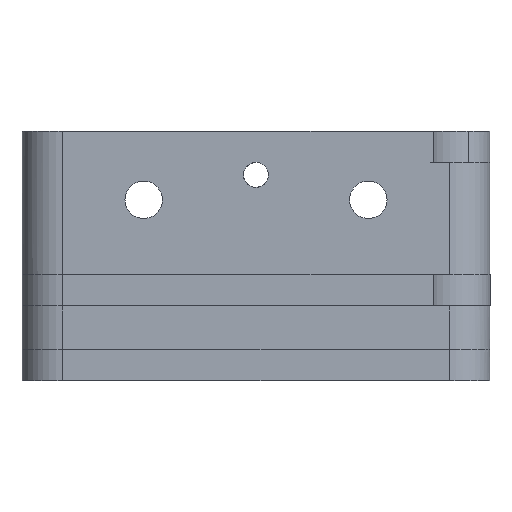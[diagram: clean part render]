
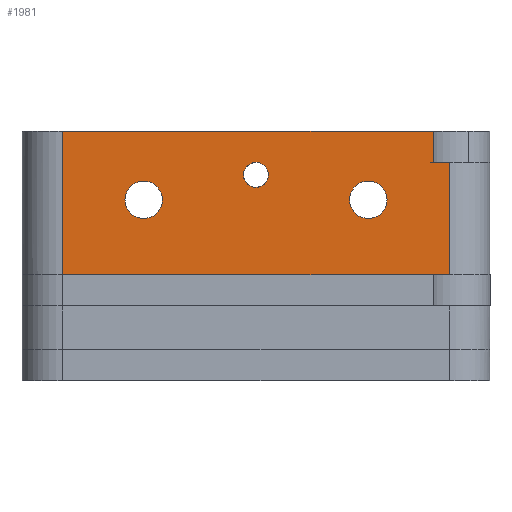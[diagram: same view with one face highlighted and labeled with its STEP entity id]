
A CAD part, front view. The second image highlights one B-rep face of the part: STEP entity #1981.
In plain terms, the highlighted planar face has unit normal (0, -1, 0).
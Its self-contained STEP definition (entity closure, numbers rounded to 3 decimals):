
#629 = VERTEX_POINT('',#630);
#630 = CARTESIAN_POINT('',(-34.5,0.25,20.));
#637 = EDGE_CURVE('',#629,#638,#640,.T.);
#638 = VERTEX_POINT('',#639);
#639 = CARTESIAN_POINT('',(-4.799,0.25,20.));
#640 = LINE('',#641,#642);
#641 = CARTESIAN_POINT('',(-34.5,0.25,20.));
#642 = VECTOR('',#643,1.);
#643 = DIRECTION('',(1.,0.,0.));
#1824 = VERTEX_POINT('',#1825);
#1825 = CARTESIAN_POINT('',(-18.,0.25,16.5));
#1831 = EDGE_CURVE('',#1824,#1824,#1832,.T.);
#1832 = CIRCLE('',#1833,1.);
#1833 = AXIS2_PLACEMENT_3D('',#1834,#1835,#1836);
#1834 = CARTESIAN_POINT('',(-19.,0.25,16.5));
#1835 = DIRECTION('',(0.,-1.,0.));
#1836 = DIRECTION('',(1.,0.,0.));
#1963 = VERTEX_POINT('',#1964);
#1964 = CARTESIAN_POINT('',(-4.799,0.25,17.5));
#1971 = EDGE_CURVE('',#1963,#638,#1972,.T.);
#1972 = LINE('',#1973,#1974);
#1973 = CARTESIAN_POINT('',(-4.799,0.25,20.));
#1974 = VECTOR('',#1975,1.);
#1975 = DIRECTION('',(0.,0.,1.));
#1981 = ADVANCED_FACE('',(#1982,#2024,#2027,#2038),#2049,.F.);
#1982 = FACE_BOUND('',#1983,.F.);
#1983 = EDGE_LOOP('',(#1984,#1994,#2000,#2001,#2002,#2010,#2018));
#1984 = ORIENTED_EDGE('',*,*,#1985,.F.);
#1985 = EDGE_CURVE('',#1986,#1988,#1990,.T.);
#1986 = VERTEX_POINT('',#1987);
#1987 = CARTESIAN_POINT('',(-34.5,0.25,8.5));
#1988 = VERTEX_POINT('',#1989);
#1989 = CARTESIAN_POINT('',(-4.799,0.25,8.5));
#1990 = LINE('',#1991,#1992);
#1991 = CARTESIAN_POINT('',(-34.5,0.25,8.5));
#1992 = VECTOR('',#1993,1.);
#1993 = DIRECTION('',(1.,0.,0.));
#1994 = ORIENTED_EDGE('',*,*,#1995,.T.);
#1995 = EDGE_CURVE('',#1986,#629,#1996,.T.);
#1996 = LINE('',#1997,#1998);
#1997 = CARTESIAN_POINT('',(-34.5,0.25,8.5));
#1998 = VECTOR('',#1999,1.);
#1999 = DIRECTION('',(0.,0.,1.));
#2000 = ORIENTED_EDGE('',*,*,#637,.T.);
#2001 = ORIENTED_EDGE('',*,*,#1971,.F.);
#2002 = ORIENTED_EDGE('',*,*,#2003,.T.);
#2003 = EDGE_CURVE('',#1963,#2004,#2006,.T.);
#2004 = VERTEX_POINT('',#2005);
#2005 = CARTESIAN_POINT('',(-3.5,0.25,17.5));
#2006 = LINE('',#2007,#2008);
#2007 = CARTESIAN_POINT('',(-18.999,0.25,17.5));
#2008 = VECTOR('',#2009,1.);
#2009 = DIRECTION('',(1.,0.,0.));
#2010 = ORIENTED_EDGE('',*,*,#2011,.F.);
#2011 = EDGE_CURVE('',#2012,#2004,#2014,.T.);
#2012 = VERTEX_POINT('',#2013);
#2013 = CARTESIAN_POINT('',(-3.5,0.25,8.5));
#2014 = LINE('',#2015,#2016);
#2015 = CARTESIAN_POINT('',(-3.5,0.25,8.5));
#2016 = VECTOR('',#2017,1.);
#2017 = DIRECTION('',(0.,0.,1.));
#2018 = ORIENTED_EDGE('',*,*,#2019,.F.);
#2019 = EDGE_CURVE('',#1988,#2012,#2020,.T.);
#2020 = LINE('',#2021,#2022);
#2021 = CARTESIAN_POINT('',(-34.5,0.25,8.5));
#2022 = VECTOR('',#2023,1.);
#2023 = DIRECTION('',(1.,0.,0.));
#2024 = FACE_BOUND('',#2025,.F.);
#2025 = EDGE_LOOP('',(#2026));
#2026 = ORIENTED_EDGE('',*,*,#1831,.T.);
#2027 = FACE_BOUND('',#2028,.F.);
#2028 = EDGE_LOOP('',(#2029));
#2029 = ORIENTED_EDGE('',*,*,#2030,.T.);
#2030 = EDGE_CURVE('',#2031,#2031,#2033,.T.);
#2031 = VERTEX_POINT('',#2032);
#2032 = CARTESIAN_POINT('',(-26.5,0.25,14.5));
#2033 = CIRCLE('',#2034,1.5);
#2034 = AXIS2_PLACEMENT_3D('',#2035,#2036,#2037);
#2035 = CARTESIAN_POINT('',(-28.,0.25,14.5));
#2036 = DIRECTION('',(0.,-1.,0.));
#2037 = DIRECTION('',(1.,0.,0.));
#2038 = FACE_BOUND('',#2039,.F.);
#2039 = EDGE_LOOP('',(#2040));
#2040 = ORIENTED_EDGE('',*,*,#2041,.T.);
#2041 = EDGE_CURVE('',#2042,#2042,#2044,.T.);
#2042 = VERTEX_POINT('',#2043);
#2043 = CARTESIAN_POINT('',(-8.5,0.25,14.5));
#2044 = CIRCLE('',#2045,1.5);
#2045 = AXIS2_PLACEMENT_3D('',#2046,#2047,#2048);
#2046 = CARTESIAN_POINT('',(-10.,0.25,14.5));
#2047 = DIRECTION('',(0.,-1.,0.));
#2048 = DIRECTION('',(1.,0.,0.));
#2049 = PLANE('',#2050);
#2050 = AXIS2_PLACEMENT_3D('',#2051,#2052,#2053);
#2051 = CARTESIAN_POINT('',(-34.5,0.25,8.5));
#2052 = DIRECTION('',(0.,1.,0.));
#2053 = DIRECTION('',(1.,0.,0.));
